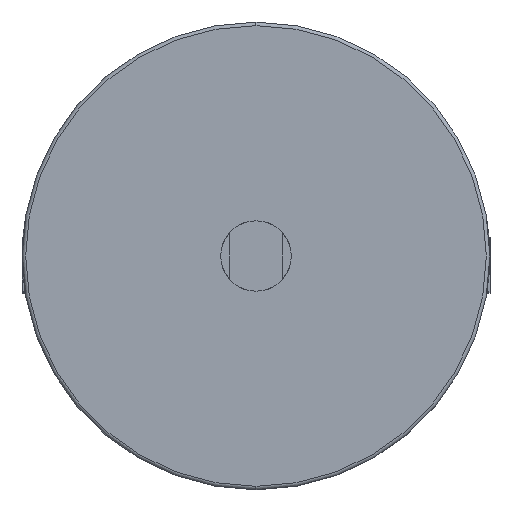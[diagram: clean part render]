
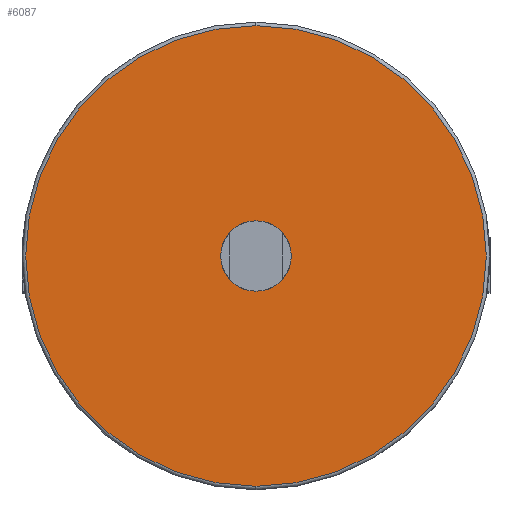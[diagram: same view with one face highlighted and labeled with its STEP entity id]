
A CAD part, left-side view. The second image highlights one B-rep face of the part: STEP entity #6087.
In plain terms, the highlighted planar face has unit normal (-1, 0, 0).
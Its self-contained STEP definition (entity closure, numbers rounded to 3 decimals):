
#580 = CARTESIAN_POINT ( 'NONE',  ( -265., 0., 0. ) ) ;
#735 = CARTESIAN_POINT ( 'NONE',  ( -265., 0., 0. ) ) ;
#1083 = AXIS2_PLACEMENT_3D ( 'NONE', #12571, #5581, #13758 ) ;
#1566 = ORIENTED_EDGE ( 'NONE', *, *, #11669, .F. ) ;
#1662 = EDGE_CURVE ( 'NONE', #2356, #14042, #6485, .T. ) ;
#1727 = DIRECTION ( 'NONE',  ( 0., 0., 1. ) ) ;
#1876 = DIRECTION ( 'NONE',  ( 0., 0., 1. ) ) ;
#2095 = CIRCLE ( 'NONE', #14046, 10. ) ;
#2356 = VERTEX_POINT ( 'NONE', #10849 ) ;
#2768 = DIRECTION ( 'NONE',  ( -1., 0., 0. ) ) ;
#2925 = DIRECTION ( 'NONE',  ( -1., 0., 0. ) ) ;
#3111 = EDGE_CURVE ( 'NONE', #14042, #2356, #14904, .T. ) ;
#3606 = VERTEX_POINT ( 'NONE', #7403 ) ;
#3889 = ORIENTED_EDGE ( 'NONE', *, *, #3111, .T. ) ;
#4172 = CIRCLE ( 'NONE', #4988, 10. ) ;
#4988 = AXIS2_PLACEMENT_3D ( 'NONE', #735, #8854, #1876 ) ;
#5147 = CARTESIAN_POINT ( 'NONE',  ( -265., 0., 65.5 ) ) ;
#5581 = DIRECTION ( 'NONE',  ( -1., 0., 0. ) ) ;
#5760 = EDGE_CURVE ( 'NONE', #6721, #3606, #4172, .T. ) ;
#6087 = ADVANCED_FACE ( 'NONE', ( #11767, #8300 ), #9778, .T. ) ;
#6485 = CIRCLE ( 'NONE', #1083, 65.5 ) ;
#6721 = VERTEX_POINT ( 'NONE', #10877 ) ;
#7403 = CARTESIAN_POINT ( 'NONE',  ( -265., 0., 10. ) ) ;
#7506 = AXIS2_PLACEMENT_3D ( 'NONE', #580, #8698, #1727 ) ;
#8300 = FACE_BOUND ( 'NONE', #15082, .T. ) ;
#8698 = DIRECTION ( 'NONE',  ( -1., 0., 0. ) ) ;
#8854 = DIRECTION ( 'NONE',  ( -1., 0., 0. ) ) ;
#9778 = PLANE ( 'NONE',  #12816 ) ;
#9940 = CARTESIAN_POINT ( 'NONE',  ( -265., 0., 0. ) ) ;
#10849 = CARTESIAN_POINT ( 'NONE',  ( -265., 0., -65.5 ) ) ;
#10875 = CARTESIAN_POINT ( 'NONE',  ( -265., 66.5, 0. ) ) ;
#10877 = CARTESIAN_POINT ( 'NONE',  ( -265., 0., -10. ) ) ;
#10919 = DIRECTION ( 'NONE',  ( 0., 0., 1. ) ) ;
#11081 = DIRECTION ( 'NONE',  ( 0., 0., 1. ) ) ;
#11669 = EDGE_CURVE ( 'NONE', #3606, #6721, #2095, .T. ) ;
#11767 = FACE_OUTER_BOUND ( 'NONE', #14286, .T. ) ;
#12571 = CARTESIAN_POINT ( 'NONE',  ( -265., 0., 0. ) ) ;
#12816 = AXIS2_PLACEMENT_3D ( 'NONE', #10875, #2768, #10919 ) ;
#13758 = DIRECTION ( 'NONE',  ( 0., 0., 1. ) ) ;
#14031 = ORIENTED_EDGE ( 'NONE', *, *, #1662, .T. ) ;
#14042 = VERTEX_POINT ( 'NONE', #5147 ) ;
#14046 = AXIS2_PLACEMENT_3D ( 'NONE', #9940, #2925, #11081 ) ;
#14286 = EDGE_LOOP ( 'NONE', ( #3889, #14031 ) ) ;
#14904 = CIRCLE ( 'NONE', #7506, 65.5 ) ;
#14997 = ORIENTED_EDGE ( 'NONE', *, *, #5760, .F. ) ;
#15082 = EDGE_LOOP ( 'NONE', ( #14997, #1566 ) ) ;
